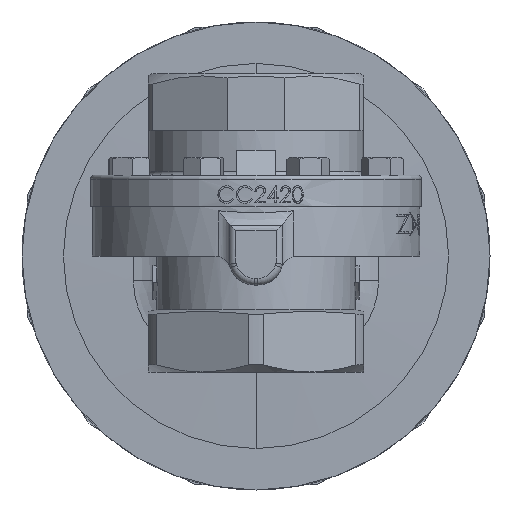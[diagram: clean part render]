
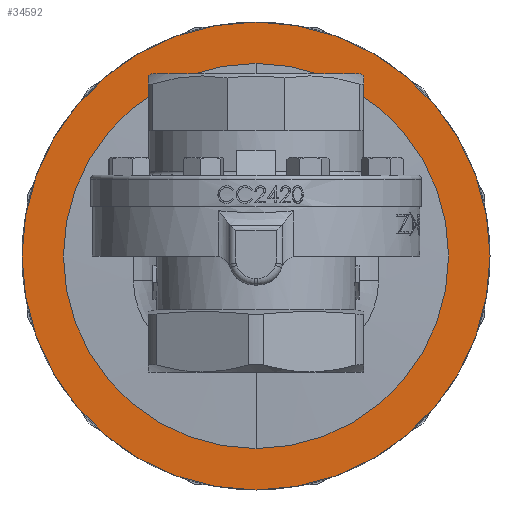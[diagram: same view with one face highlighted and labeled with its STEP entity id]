
A CAD part, front view. The second image highlights one B-rep face of the part: STEP entity #34592.
In plain terms, the highlighted planar face has unit normal (0, -1, 0).
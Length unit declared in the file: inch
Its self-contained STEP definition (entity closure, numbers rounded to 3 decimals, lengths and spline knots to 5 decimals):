
#359 = CIRCLE ( 'NONE', #21523, 3.53 ) ;
#1101 = CARTESIAN_POINT ( 'NONE',  ( 0., 2.75, 0. ) ) ;
#1559 = ORIENTED_EDGE ( 'NONE', *, *, #37403, .F. ) ;
#1698 = CARTESIAN_POINT ( 'NONE',  ( 0., 2.75, 0. ) ) ;
#1708 = ORIENTED_EDGE ( 'NONE', *, *, #32908, .T. ) ;
#3994 = AXIS2_PLACEMENT_3D ( 'NONE', #31676, #10086, #35301 ) ;
#4694 = DIRECTION ( 'NONE',  ( 0., 0., -1. ) ) ;
#5179 = ORIENTED_EDGE ( 'NONE', *, *, #42097, .F. ) ;
#5276 = DIRECTION ( 'NONE',  ( 0., 0., -1. ) ) ;
#6447 = CARTESIAN_POINT ( 'NONE',  ( 0., 2.75, 3.53 ) ) ;
#8758 = EDGE_CURVE ( 'NONE', #44434, #25625, #359, .T. ) ;
#9708 = EDGE_LOOP ( 'NONE', ( #32289, #1708 ) ) ;
#10086 = DIRECTION ( 'NONE',  ( 0., -1., 0. ) ) ;
#12651 = AXIS2_PLACEMENT_3D ( 'NONE', #42811, #21271, #46429 ) ;
#13142 = AXIS2_PLACEMENT_3D ( 'NONE', #1698, #26834, #5276 ) ;
#14229 = CARTESIAN_POINT ( 'NONE',  ( 0., 2.75, -3.625 ) ) ;
#17302 = VERTEX_POINT ( 'NONE', #35202 ) ;
#17856 = DIRECTION ( 'NONE',  ( 0., 0., -1. ) ) ;
#19313 = AXIS2_PLACEMENT_3D ( 'NONE', #14229, #39437, #17856 ) ;
#20932 = CIRCLE ( 'NONE', #12651, 2.905 ) ;
#21271 = DIRECTION ( 'NONE',  ( 0., -1., 0. ) ) ;
#21523 = AXIS2_PLACEMENT_3D ( 'NONE', #1101, #26260, #4694 ) ;
#25625 = VERTEX_POINT ( 'NONE', #27374 ) ;
#26260 = DIRECTION ( 'NONE',  ( 0., -1., 0. ) ) ;
#26834 = DIRECTION ( 'NONE',  ( 0., -1., 0. ) ) ;
#27374 = CARTESIAN_POINT ( 'NONE',  ( 0., 2.75, -3.53 ) ) ;
#27427 = CARTESIAN_POINT ( 'NONE',  ( 0., 2.75, -2.905 ) ) ;
#29777 = CIRCLE ( 'NONE', #3994, 2.905 ) ;
#31676 = CARTESIAN_POINT ( 'NONE',  ( 0., 2.75, 0. ) ) ;
#32145 = EDGE_LOOP ( 'NONE', ( #1559, #5179 ) ) ;
#32289 = ORIENTED_EDGE ( 'NONE', *, *, #8758, .T. ) ;
#32850 = FACE_BOUND ( 'NONE', #32145, .T. ) ;
#32908 = EDGE_CURVE ( 'NONE', #25625, #44434, #35829, .T. ) ;
#34592 = ADVANCED_FACE ( 'NONE', ( #32850, #41294 ), #35682, .T. ) ;
#35202 = CARTESIAN_POINT ( 'NONE',  ( 0., 2.75, 2.905 ) ) ;
#35301 = DIRECTION ( 'NONE',  ( 0., 0., -1. ) ) ;
#35682 = PLANE ( 'NONE',  #19313 ) ;
#35829 = CIRCLE ( 'NONE', #13142, 3.53 ) ;
#37403 = EDGE_CURVE ( 'NONE', #17302, #46018, #29777, .T. ) ;
#39437 = DIRECTION ( 'NONE',  ( 0., -1., 0. ) ) ;
#41294 = FACE_OUTER_BOUND ( 'NONE', #9708, .T. ) ;
#42097 = EDGE_CURVE ( 'NONE', #46018, #17302, #20932, .T. ) ;
#42811 = CARTESIAN_POINT ( 'NONE',  ( 0., 2.75, 0. ) ) ;
#44434 = VERTEX_POINT ( 'NONE', #6447 ) ;
#46018 = VERTEX_POINT ( 'NONE', #27427 ) ;
#46429 = DIRECTION ( 'NONE',  ( 0., 0., -1. ) ) ;
